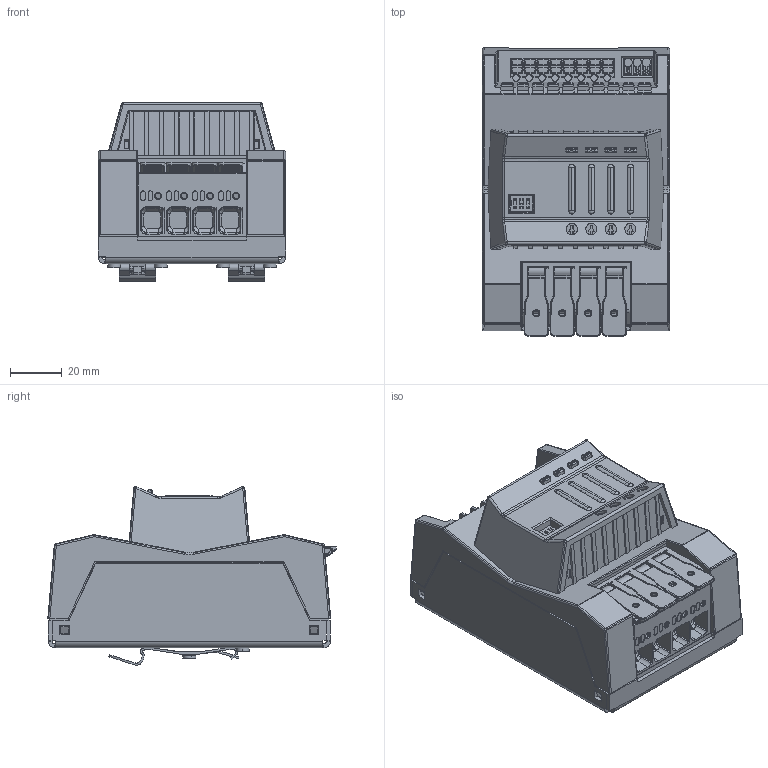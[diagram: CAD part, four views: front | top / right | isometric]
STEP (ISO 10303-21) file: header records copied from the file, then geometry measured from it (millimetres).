
FILE_DESCRIPTION (( 'STEP AP214' ), '1' );
FILE_NAME ('RACPRO1-4SP_24V_10A.STEP', '2025-06-03T11:42:54', ( '' ), ( '' ), 'SwSTEP 2.0', 'SolidWorks 2024', '' );
FILE_SCHEMA (( 'AUTOMOTIVE_DESIGN' ));
Length unit declared in the file: inch
Products named in the file (1): RACPRO1-4SP_24V_10A
Bounding box: 72 x 110.92 x 68.69 mm (x, y, z)
Volume: 328856.1 mm3; surface area: 84755.5 mm2
Topology: 3 solids, 111 shells, 5752 faces, 15575 edges, 9816 vertices
Faces by surface type: plane 2742, cylinder 1803, bspline 403, torus 369, cone 317, sphere 118
Full cylindrical faces by diameter (mm): 4.3 x8
Entity records: 202217 total; most frequent: CARTESIAN_POINT 63094, ORIENTED_EDGE 30878, DIRECTION 26768, EDGE_CURVE 15439, VERTEX_POINT 9805, VECTOR 9158, LINE 9158, AXIS2_PLACEMENT_3D 8805
